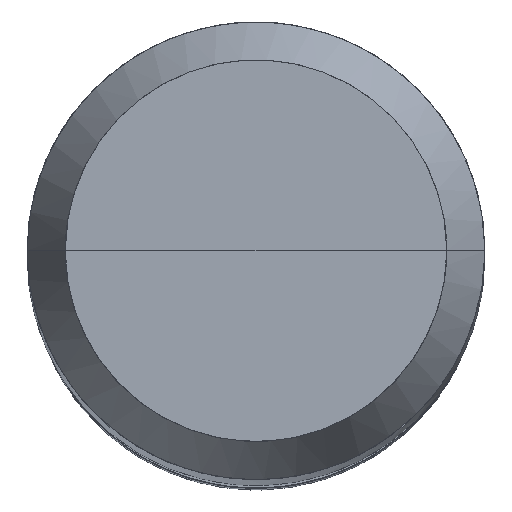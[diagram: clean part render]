
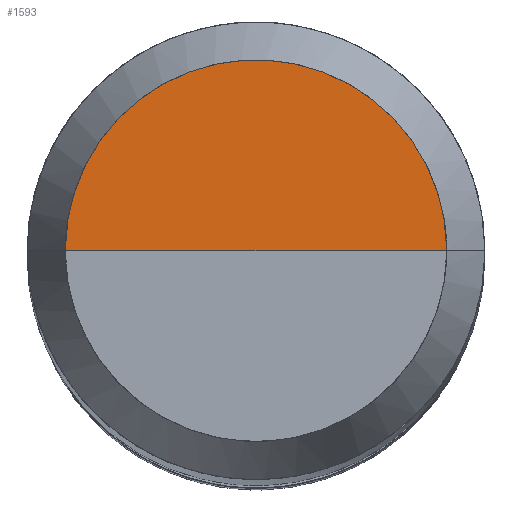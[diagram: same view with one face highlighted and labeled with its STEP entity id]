
A CAD part, top view. The second image highlights one B-rep face of the part: STEP entity #1593.
In plain terms, the highlighted free-form (B-spline) face has degree [1, 2] with [2, 5] control points.
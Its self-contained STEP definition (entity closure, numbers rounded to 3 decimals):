
#1263=CARTESIAN_POINT('',(5.0,0.0,89.8));
#1264=CARTESIAN_POINT('',(5.0,5.0,89.8));
#1265=CARTESIAN_POINT('',(0.0,5.0,89.8));
#1266=CARTESIAN_POINT('',(-5.0,5.0,89.8));
#1267=CARTESIAN_POINT('',(-5.0,0.0,89.8));
#1268=CARTESIAN_POINT('',(0.0,0.0,89.8));
#1578=(
BOUNDED_SURFACE()
B_SPLINE_SURFACE(1,2,(
(#1263,#1264,#1265,#1266,#1267),
(#1268,#1268,#1268,#1268,#1268)
), .UNSPECIFIED.,.F.,.F.,.F.)
B_SPLINE_SURFACE_WITH_KNOTS((2,2),(3,2,3),(
0.0,1.0),(
0.0,0.5,1.0), .UNSPECIFIED.)
GEOMETRIC_REPRESENTATION_ITEM()
RATIONAL_B_SPLINE_SURFACE(((1.0,0.707,1.0,0.707,1.0),
(1.0,0.707,1.0,0.707,1.0)
))
REPRESENTATION_ITEM('')
SURFACE()
);
#1579=(
BOUNDED_CURVE()
B_SPLINE_CURVE(2,(#1267,#1266,#1265,#1264,#1263),.UNSPECIFIED.,.F.,.F.)
B_SPLINE_CURVE_WITH_KNOTS((3,2,3),
(0.0,0.5,1.0),.UNSPECIFIED.)
CURVE()
GEOMETRIC_REPRESENTATION_ITEM()
RATIONAL_B_SPLINE_CURVE((1.0,0.707,1.0,0.707,1.0))
REPRESENTATION_ITEM('')
);
#1580=(
BOUNDED_CURVE()
B_SPLINE_CURVE(1,(#1263,#1268),.UNSPECIFIED.,.F.,.F.)
B_SPLINE_CURVE_WITH_KNOTS((2,2),
(0.0,1.0),.UNSPECIFIED.)
CURVE()
GEOMETRIC_REPRESENTATION_ITEM()
RATIONAL_B_SPLINE_CURVE((1.0,1.0))
REPRESENTATION_ITEM('')
);
#1581=(
BOUNDED_CURVE()
B_SPLINE_CURVE(1,(#1268,#1267),.UNSPECIFIED.,.F.,.F.)
B_SPLINE_CURVE_WITH_KNOTS((2,2),
(0.0,1.0),.UNSPECIFIED.)
CURVE()
GEOMETRIC_REPRESENTATION_ITEM()
RATIONAL_B_SPLINE_CURVE((1.0,1.0))
REPRESENTATION_ITEM('')
);
#1582=VERTEX_POINT('',#1263);
#1583=VERTEX_POINT('',#1267);
#1584=VERTEX_POINT('',#1268);
#1585=EDGE_CURVE('',#1583,#1582,#1579,.T.);
#1586=EDGE_CURVE('',#1582,#1584,#1580,.T.);
#1587=EDGE_CURVE('',#1584,#1583,#1581,.T.);
#1588=ORIENTED_EDGE('',*,*,#1585,.T.);
#1589=ORIENTED_EDGE('',*,*,#1586,.T.);
#1590=ORIENTED_EDGE('',*,*,#1587,.T.);
#1591=EDGE_LOOP('',(#1588,#1589,#1590));
#1592=FACE_OUTER_BOUND('',#1591,.T.);
#1593=ADVANCED_FACE('',(#1592),#1578,.T.);
